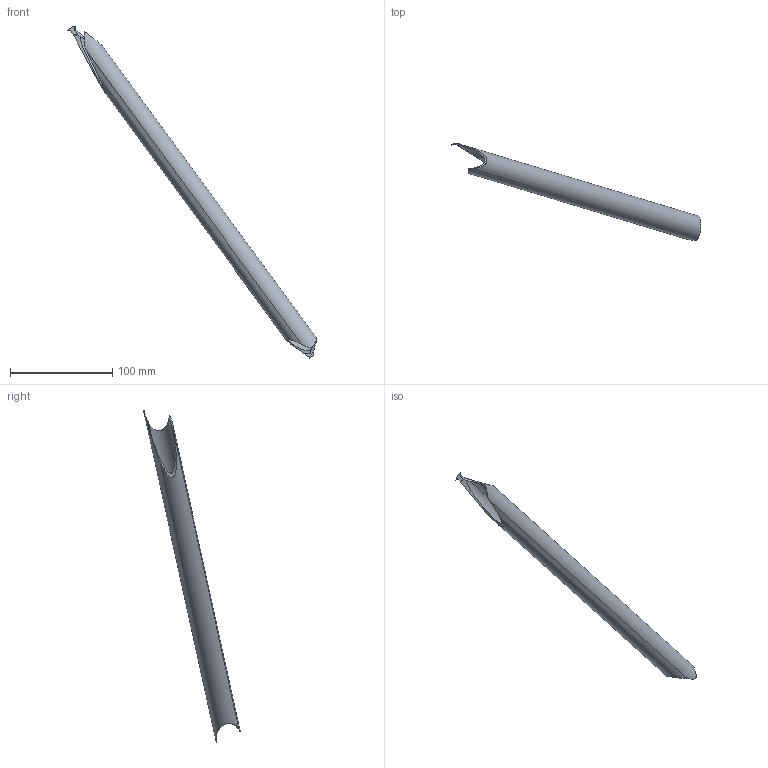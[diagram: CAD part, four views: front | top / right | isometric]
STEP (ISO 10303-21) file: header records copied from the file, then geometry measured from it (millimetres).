
FILE_DESCRIPTION(('CATIA V5 STEP Exchange'),'2;1');
FILE_NAME('75.stp','2022-02-15T23:21:40+00:00',('none'),('none'),'CATIA Version 5 Release 19 SP 2 (IN-10)','CATIA V5 STEP AP203','none');
FILE_SCHEMA(('CONFIG_CONTROL_DESIGN'));
Length unit declared in the file: millimetre
Products named in the file (1): Shape_459
Bounding box: 243.86 x 94.2 x 324.21 mm (x, y, z)
Volume: 39283.2 mm3; surface area: 53090.6 mm2
Topology: 1 solids, 1 shells, 20 faces, 59 edges, 39 vertices
Faces by surface type: cylinder 17, plane 3
Entity records: 1056 total; most frequent: CARTESIAN_POINT 596, ORIENTED_EDGE 118, EDGE_CURVE 59, B_SPLINE_CURVE_WITH_KNOTS 47, VERTEX_POINT 39, DIRECTION 38, ADVANCED_FACE 20, EDGE_LOOP 20
